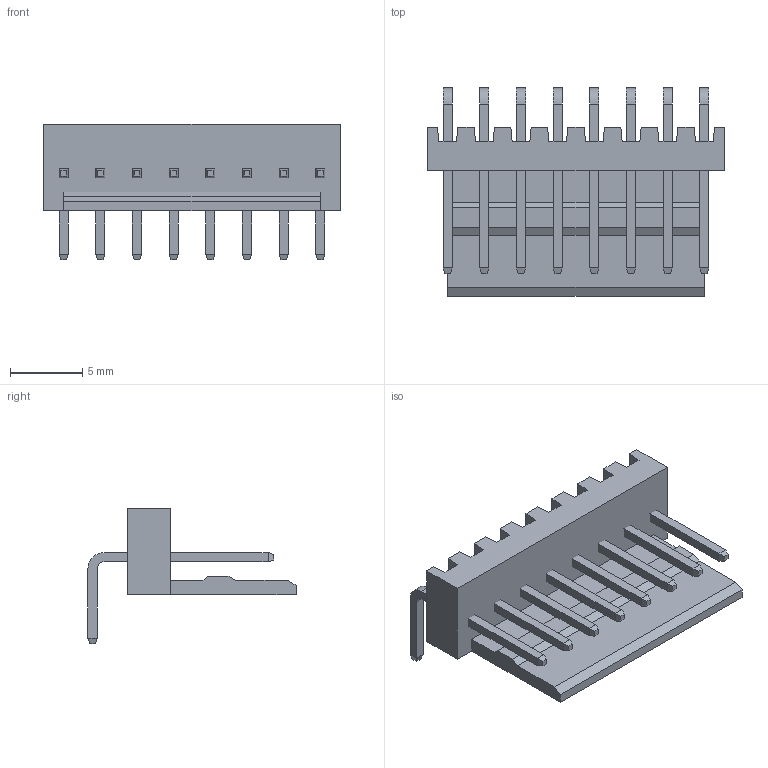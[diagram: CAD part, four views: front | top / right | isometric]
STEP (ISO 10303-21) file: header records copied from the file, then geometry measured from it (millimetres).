
FILE_DESCRIPTION(('STEP AP214'), '1');
FILE_NAME('DS1070-2MRV6A', '2018-03-24T09:37:52', ('Nobody'), (''), 'ASCON STEP Converter 1.3', 'ASCON Math Kernel', '');
FILE_SCHEMA(('AUTOMOTIVE_DESIGN { 1 0 10303 214 3 1 1}'));
Length unit declared in the file: millimetre
Assembly tree (9 placements, depth 2):
  (unnamed)
    (unnamed)
    (unnamed)  x8
Bounding box: 20.57 x 14.42 x 9.4 mm (x, y, z)
Volume: 528.7 mm3; surface area: 1172.7 mm2
Topology: 9 solids, 9 shells, 191 faces, 455 edges, 282 vertices
Faces by surface type: plane 175, cylinder 16
Entity records: 2836 total; most frequent: CARTESIAN_POINT 364, ORIENTED_EDGE 350, DIRECTION 329, EDGE_CURVE 175, LINE 171, VECTOR 171, VERTEX_POINT 114, AXIS2_PLACEMENT_3D 79
